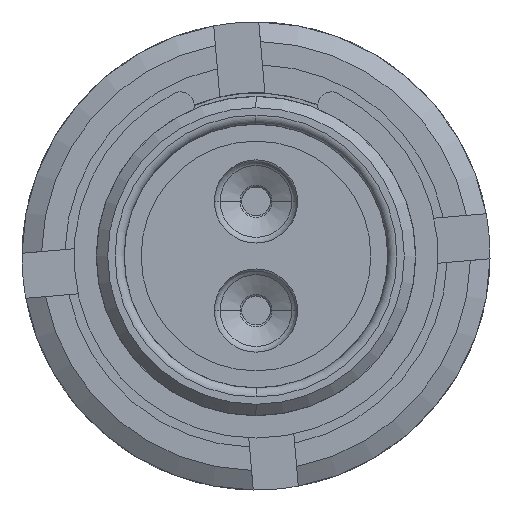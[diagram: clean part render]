
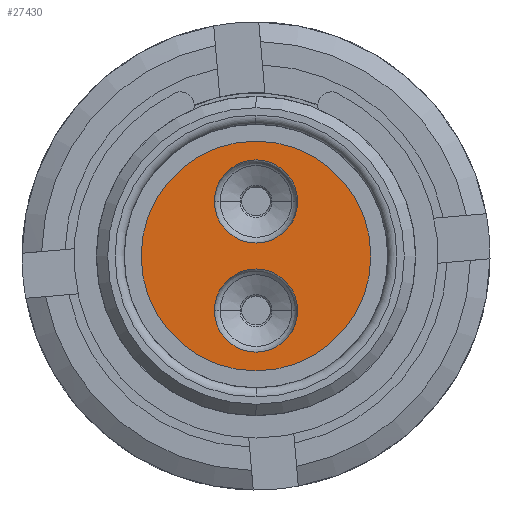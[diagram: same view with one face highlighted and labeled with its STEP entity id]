
A CAD part, left-side view. The second image highlights one B-rep face of the part: STEP entity #27430.
In plain terms, the highlighted planar face has unit normal (-1, 0, 0).
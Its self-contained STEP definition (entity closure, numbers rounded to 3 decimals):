
#142 = CIRCLE ( 'NONE', #4147, 5.08 ) ;
#435 = CIRCLE ( 'NONE', #13489, 1.84 ) ;
#1006 = DIRECTION ( 'NONE',  ( -1., 0., 0. ) ) ;
#1194 = EDGE_LOOP ( 'NONE', ( #13104, #9718 ) ) ;
#1298 = CARTESIAN_POINT ( 'NONE',  ( 2.067, -5.08, 0. ) ) ;
#1953 = EDGE_CURVE ( 'NONE', #17667, #11875, #5034, .T. ) ;
#3160 = ORIENTED_EDGE ( 'NONE', *, *, #20556, .F. ) ;
#3796 = FACE_BOUND ( 'NONE', #5332, .T. ) ;
#4008 = CARTESIAN_POINT ( 'NONE',  ( 2.067, 0., 0. ) ) ;
#4147 = AXIS2_PLACEMENT_3D ( 'NONE', #4328, #8626, #12595 ) ;
#4328 = CARTESIAN_POINT ( 'NONE',  ( 2.067, 0., 0. ) ) ;
#4607 = ORIENTED_EDGE ( 'NONE', *, *, #1953, .F. ) ;
#5034 = CIRCLE ( 'NONE', #13420, 1.84 ) ;
#5332 = EDGE_LOOP ( 'NONE', ( #4607, #23777 ) ) ;
#5757 = EDGE_CURVE ( 'NONE', #22479, #26788, #21260, .T. ) ;
#5953 = VERTEX_POINT ( 'NONE', #9669 ) ;
#6369 = DIRECTION ( 'NONE',  ( 1., 0., 0. ) ) ;
#7427 = AXIS2_PLACEMENT_3D ( 'NONE', #25013, #16574, #27362 ) ;
#7575 = DIRECTION ( 'NONE',  ( 0., 1., 0. ) ) ;
#7943 = FACE_OUTER_BOUND ( 'NONE', #23720, .T. ) ;
#8481 = CARTESIAN_POINT ( 'NONE',  ( 2.067, 5.08, 0. ) ) ;
#8626 = DIRECTION ( 'NONE',  ( 1., 0., 0. ) ) ;
#8831 = ORIENTED_EDGE ( 'NONE', *, *, #5757, .F. ) ;
#9251 = DIRECTION ( 'NONE',  ( 1., 0., 0. ) ) ;
#9510 = VERTEX_POINT ( 'NONE', #19566 ) ;
#9515 = AXIS2_PLACEMENT_3D ( 'NONE', #18411, #16609, #7575 ) ;
#9669 = CARTESIAN_POINT ( 'NONE',  ( 2.067, -1.84, 2.413 ) ) ;
#9718 = ORIENTED_EDGE ( 'NONE', *, *, #16931, .T. ) ;
#10877 = DIRECTION ( 'NONE',  ( 1., 0., 0. ) ) ;
#11875 = VERTEX_POINT ( 'NONE', #21417 ) ;
#12595 = DIRECTION ( 'NONE',  ( 0., 1., 0. ) ) ;
#12703 = EDGE_CURVE ( 'NONE', #11875, #17667, #21918, .T. ) ;
#13011 = FACE_BOUND ( 'NONE', #1194, .T. ) ;
#13104 = ORIENTED_EDGE ( 'NONE', *, *, #25647, .T. ) ;
#13420 = AXIS2_PLACEMENT_3D ( 'NONE', #25113, #1006, #24829 ) ;
#13489 = AXIS2_PLACEMENT_3D ( 'NONE', #20005, #9251, #13866 ) ;
#13866 = DIRECTION ( 'NONE',  ( 0., 1., 0. ) ) ;
#14211 = CARTESIAN_POINT ( 'NONE',  ( 2.067, 1.84, -2.413 ) ) ;
#14806 = DIRECTION ( 'NONE',  ( 0., 1., 0. ) ) ;
#16574 = DIRECTION ( 'NONE',  ( 1., 0., 0. ) ) ;
#16609 = DIRECTION ( 'NONE',  ( -1., 0., 0. ) ) ;
#16931 = EDGE_CURVE ( 'NONE', #5953, #9510, #23224, .T. ) ;
#17667 = VERTEX_POINT ( 'NONE', #14211 ) ;
#18411 = CARTESIAN_POINT ( 'NONE',  ( 2.067, 0., -2.413 ) ) ;
#19566 = CARTESIAN_POINT ( 'NONE',  ( 2.067, 1.84, 2.413 ) ) ;
#19703 = AXIS2_PLACEMENT_3D ( 'NONE', #4008, #10877, #14806 ) ;
#20005 = CARTESIAN_POINT ( 'NONE',  ( 2.067, 0., 2.413 ) ) ;
#20556 = EDGE_CURVE ( 'NONE', #26788, #22479, #142, .T. ) ;
#21260 = CIRCLE ( 'NONE', #19703, 5.08 ) ;
#21417 = CARTESIAN_POINT ( 'NONE',  ( 2.067, -1.84, -2.413 ) ) ;
#21918 = CIRCLE ( 'NONE', #9515, 1.84 ) ;
#22479 = VERTEX_POINT ( 'NONE', #1298 ) ;
#22913 = PLANE ( 'NONE',  #7427 ) ;
#23224 = CIRCLE ( 'NONE', #24308, 1.84 ) ;
#23720 = EDGE_LOOP ( 'NONE', ( #3160, #8831 ) ) ;
#23777 = ORIENTED_EDGE ( 'NONE', *, *, #12703, .F. ) ;
#24308 = AXIS2_PLACEMENT_3D ( 'NONE', #27839, #6369, #25652 ) ;
#24829 = DIRECTION ( 'NONE',  ( 0., 1., 0. ) ) ;
#25013 = CARTESIAN_POINT ( 'NONE',  ( 2.067, 0., 0. ) ) ;
#25113 = CARTESIAN_POINT ( 'NONE',  ( 2.067, 0., -2.413 ) ) ;
#25647 = EDGE_CURVE ( 'NONE', #9510, #5953, #435, .T. ) ;
#25652 = DIRECTION ( 'NONE',  ( 0., 1., 0. ) ) ;
#26788 = VERTEX_POINT ( 'NONE', #8481 ) ;
#27362 = DIRECTION ( 'NONE',  ( 0., 1., 0. ) ) ;
#27430 = ADVANCED_FACE ( 'NONE', ( #13011, #7943, #3796 ), #22913, .F. ) ;
#27839 = CARTESIAN_POINT ( 'NONE',  ( 2.067, 0., 2.413 ) ) ;
